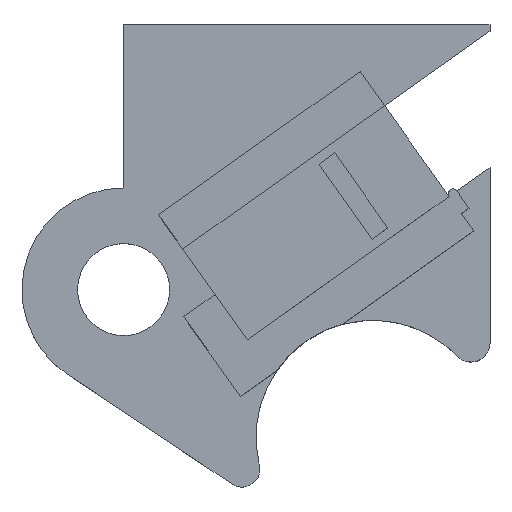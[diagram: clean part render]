
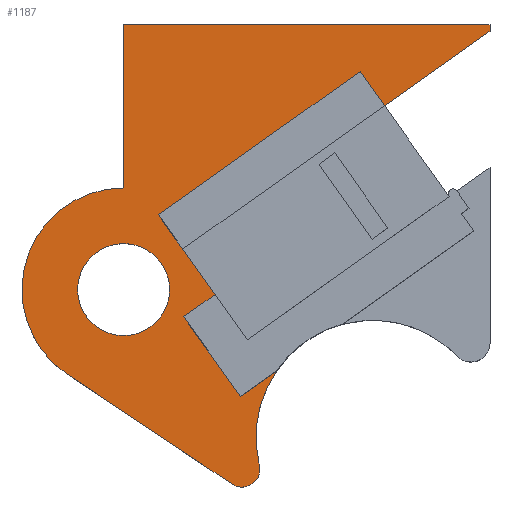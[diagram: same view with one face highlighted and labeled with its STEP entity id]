
A CAD part, top view. The second image highlights one B-rep face of the part: STEP entity #1187.
In plain terms, the highlighted planar face has unit normal (0, 0, 1).
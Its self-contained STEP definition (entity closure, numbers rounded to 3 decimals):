
#24=CIRCLE('',#1263,2.4);
#27=CIRCLE('',#1267,0.929);
#29=CIRCLE('',#1271,5.3);
#31=CIRCLE('',#1278,6.1);
#52=FACE_BOUND('',#184,.T.);
#115=FACE_OUTER_BOUND('',#183,.T.);
#183=EDGE_LOOP('',(#1052,#1053,#1054,#1055,#1056,#1057,#1058,#1059,#1060,
#1061,#1062,#1063,#1064,#1065,#1066));
#184=EDGE_LOOP('',(#1067));
#256=LINE('',#1745,#403);
#289=LINE('',#1817,#436);
#293=LINE('',#1825,#440);
#296=LINE('',#1831,#443);
#307=LINE('',#1860,#454);
#310=LINE('',#1866,#457);
#313=LINE('',#1871,#460);
#319=LINE('',#1893,#466);
#323=LINE('',#1905,#470);
#326=LINE('',#1911,#473);
#329=LINE('',#1915,#476);
#331=LINE('',#1918,#478);
#403=VECTOR('',#1416,10.);
#436=VECTOR('',#1477,10.);
#440=VECTOR('',#1483,10.);
#443=VECTOR('',#1488,10.);
#454=VECTOR('',#1519,10.);
#457=VECTOR('',#1524,10.);
#460=VECTOR('',#1529,10.);
#466=VECTOR('',#1551,10.);
#470=VECTOR('',#1563,10.);
#473=VECTOR('',#1568,10.);
#476=VECTOR('',#1573,10.);
#478=VECTOR('',#1577,10.);
#525=VERTEX_POINT('',#1736);
#528=VERTEX_POINT('',#1742);
#529=VERTEX_POINT('',#1744);
#553=VERTEX_POINT('',#1815);
#554=VERTEX_POINT('',#1816);
#557=VERTEX_POINT('',#1824);
#559=VERTEX_POINT('',#1830);
#567=VERTEX_POINT('',#1859);
#569=VERTEX_POINT('',#1865);
#571=VERTEX_POINT('',#1875);
#575=VERTEX_POINT('',#1884);
#576=VERTEX_POINT('',#1886);
#578=VERTEX_POINT('',#1892);
#580=VERTEX_POINT('',#1898);
#582=VERTEX_POINT('',#1904);
#584=VERTEX_POINT('',#1910);
#656=EDGE_CURVE('',#529,#528,#256,.T.);
#691=EDGE_CURVE('',#553,#554,#289,.T.);
#695=EDGE_CURVE('',#554,#557,#293,.T.);
#698=EDGE_CURVE('',#557,#559,#296,.T.);
#713=EDGE_CURVE('',#567,#529,#307,.T.);
#716=EDGE_CURVE('',#569,#567,#310,.T.);
#719=EDGE_CURVE('',#525,#569,#313,.T.);
#721=EDGE_CURVE('',#571,#571,#24,.T.);
#726=EDGE_CURVE('',#576,#575,#27,.T.);
#729=EDGE_CURVE('',#578,#576,#319,.T.);
#732=EDGE_CURVE('',#580,#578,#29,.T.);
#735=EDGE_CURVE('',#582,#580,#323,.T.);
#738=EDGE_CURVE('',#584,#582,#326,.T.);
#741=EDGE_CURVE('',#528,#584,#329,.T.);
#743=EDGE_CURVE('',#559,#525,#331,.T.);
#745=EDGE_CURVE('',#575,#553,#31,.T.);
#1052=ORIENTED_EDGE('',*,*,#745,.T.);
#1053=ORIENTED_EDGE('',*,*,#691,.T.);
#1054=ORIENTED_EDGE('',*,*,#695,.T.);
#1055=ORIENTED_EDGE('',*,*,#698,.T.);
#1056=ORIENTED_EDGE('',*,*,#743,.T.);
#1057=ORIENTED_EDGE('',*,*,#719,.T.);
#1058=ORIENTED_EDGE('',*,*,#716,.T.);
#1059=ORIENTED_EDGE('',*,*,#713,.T.);
#1060=ORIENTED_EDGE('',*,*,#656,.T.);
#1061=ORIENTED_EDGE('',*,*,#741,.T.);
#1062=ORIENTED_EDGE('',*,*,#738,.T.);
#1063=ORIENTED_EDGE('',*,*,#735,.T.);
#1064=ORIENTED_EDGE('',*,*,#732,.T.);
#1065=ORIENTED_EDGE('',*,*,#729,.T.);
#1066=ORIENTED_EDGE('',*,*,#726,.T.);
#1067=ORIENTED_EDGE('',*,*,#721,.T.);
#1124=PLANE('',#1280);
#1187=ADVANCED_FACE('',(#115,#52),#1124,.F.);
#1263=AXIS2_PLACEMENT_3D('',#1876,#1535,#1536);
#1267=AXIS2_PLACEMENT_3D('',#1887,#1545,#1546);
#1271=AXIS2_PLACEMENT_3D('',#1899,#1557,#1558);
#1278=AXIS2_PLACEMENT_3D('',#1921,#1582,#1583);
#1280=AXIS2_PLACEMENT_3D('',#1923,#1586,#1587);
#1416=DIRECTION('',(0.815,0.579,0.));
#1477=DIRECTION('',(-0.815,-0.579,0.));
#1483=DIRECTION('',(-0.579,0.815,0.));
#1488=DIRECTION('',(0.815,0.579,0.));
#1519=DIRECTION('',(0.579,-0.815,0.));
#1524=DIRECTION('',(0.815,0.579,0.));
#1529=DIRECTION('',(-0.579,0.815,0.));
#1535=DIRECTION('center_axis',(0.,0.,-1.));
#1536=DIRECTION('ref_axis',(1.,0.,0.));
#1545=DIRECTION('center_axis',(0.,0.,1.));
#1546=DIRECTION('ref_axis',(0.972,0.237,0.));
#1551=DIRECTION('',(0.832,-0.554,0.));
#1557=DIRECTION('center_axis',(0.,0.,1.));
#1558=DIRECTION('ref_axis',(-0.554,-0.832,0.));
#1563=DIRECTION('',(0.,-1.,0.));
#1568=DIRECTION('',(-1.,0.,0.));
#1573=DIRECTION('',(0.,1.,0.));
#1577=DIRECTION('',(-0.579,0.815,0.));
#1582=DIRECTION('center_axis',(0.,0.,-1.));
#1583=DIRECTION('ref_axis',(1.,0.,0.));
#1586=DIRECTION('center_axis',(0.,0.,-1.));
#1587=DIRECTION('ref_axis',(1.,0.,0.));
#1736=CARTESIAN_POINT('',(150.089,-135.201,-161.95));
#1742=CARTESIAN_POINT('',(166.1,-123.829,-161.95));
#1744=CARTESIAN_POINT('',(160.607,-127.731,-161.95));
#1745=CARTESIAN_POINT('',(150.089,-135.201,-161.95));
#1815=CARTESIAN_POINT('',(154.973,-141.545,-161.95));
#1816=CARTESIAN_POINT('',(153.091,-142.881,-161.95));
#1817=CARTESIAN_POINT('',(153.091,-142.881,-161.95));
#1824=CARTESIAN_POINT('',(150.138,-138.723,-161.95));
#1825=CARTESIAN_POINT('',(150.138,-138.723,-161.95));
#1830=CARTESIAN_POINT('',(151.769,-137.565,-161.95));
#1831=CARTESIAN_POINT('',(151.769,-137.565,-161.95));
#1859=CARTESIAN_POINT('',(159.333,-125.937,-161.95));
#1860=CARTESIAN_POINT('',(159.333,-125.937,-161.95));
#1865=CARTESIAN_POINT('',(148.816,-133.407,-161.95));
#1866=CARTESIAN_POINT('',(148.816,-133.407,-161.95));
#1871=CARTESIAN_POINT('',(150.089,-135.201,-161.95));
#1875=CARTESIAN_POINT('',(144.6,-137.3,-161.95));
#1876=CARTESIAN_POINT('Origin',(147.,-137.3,-161.95));
#1884=CARTESIAN_POINT('',(154.073,-146.444,-161.95));
#1886=CARTESIAN_POINT('',(152.656,-147.437,-161.95));
#1887=CARTESIAN_POINT('Origin',(153.171,-146.664,-161.95));
#1892=CARTESIAN_POINT('',(144.061,-141.711,-161.95));
#1893=CARTESIAN_POINT('',(144.061,-141.711,-161.95));
#1898=CARTESIAN_POINT('',(147.,-132.,-161.95));
#1899=CARTESIAN_POINT('Origin',(147.,-137.3,-161.95));
#1904=CARTESIAN_POINT('',(147.,-123.5,-161.95));
#1905=CARTESIAN_POINT('',(147.,-27.5,-161.95));
#1910=CARTESIAN_POINT('',(166.1,-123.5,-161.95));
#1911=CARTESIAN_POINT('',(147.,-123.5,-161.95));
#1915=CARTESIAN_POINT('',(166.1,-123.5,-161.95));
#1918=CARTESIAN_POINT('',(150.089,-135.201,-161.95));
#1921=CARTESIAN_POINT('Origin',(160.,-145.,-161.95));
#1923=CARTESIAN_POINT('Origin',(153.9,-135.546,-161.95));
